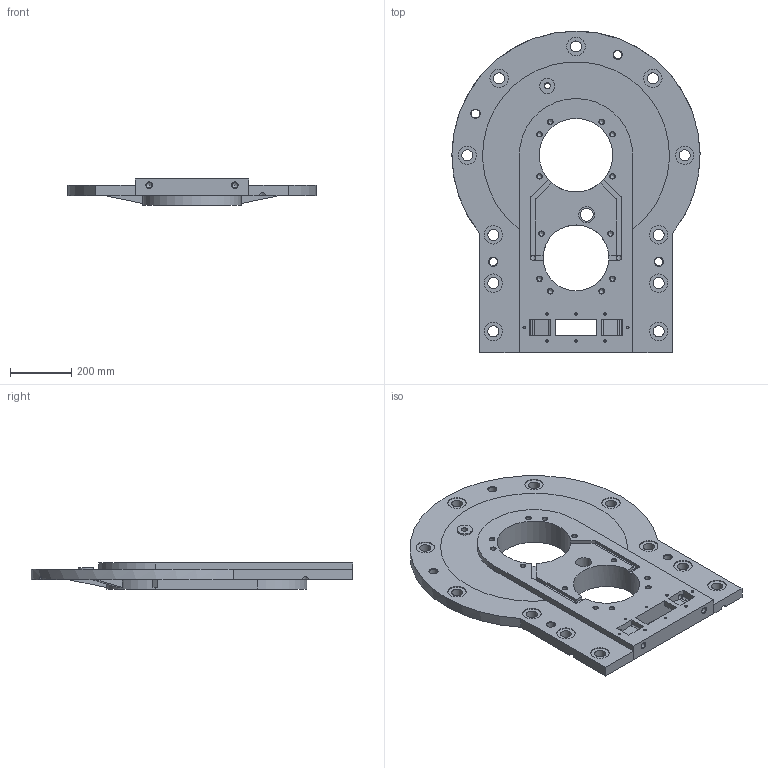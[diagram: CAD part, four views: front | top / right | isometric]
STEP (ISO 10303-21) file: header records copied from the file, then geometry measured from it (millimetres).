
FILE_DESCRIPTION(/* description */ (''),/* implementation_level */ '2;1');
FILE_NAME(/* name */ 'SF05330001_A_上箱体.stp',/* time_stamp */ '2018-04-12T09:24:55+08:00',/* author */ (''),/* organization */ (''),/* preprocessor_version */ 'ST-DEVELOPER v16',/* originating_system */ 'SIEMENS PLM Software NX 10.0',/* authorisation */ '');
FILE_SCHEMA (('CONFIG_CONTROL_DESIGN'));
Length unit declared in the file: millimetre
Products named in the file (6): SF05330001-05_A_顶板焊块; SF05330001-04_A_上筋板; SF05330001-03_A_顶板; SF05330001-02_A_轴承座; SF05330001-01_A_中分面板; SF05330001_A_上箱体
Assembly tree (9 placements, depth 2):
  SF05330001_A_上箱体
    SF05330001-01_A_中分面板
    SF05330001-02_A_轴承座
    SF05330001-03_A_顶板
    SF05330001-04_A_上筋板  x5
    SF05330001-05_A_顶板焊块
Bounding box: 809.93 x 1050 x 85 mm (x, y, z)
Volume: 24878264.2 mm3; surface area: 1950468.3 mm2
Topology: 9 solids, 9 shells, 246 faces, 635 edges, 412 vertices
Faces by surface type: plane 111, cylinder 77, cone 58
Full cylindrical faces by diameter (mm): 6.8 x8, 15.5 x12, 16 x2, 18.26 x2, 19 x1, 26.59 x4, 36 x11, 42 x1, 50 x2, 52 x2, 60 x11, 215 x1, 240 x1
Entity records: 6570 total; most frequent: DIRECTION 1031, CARTESIAN_POINT 1031, ORIENTED_EDGE 782, AXIS2_PLACEMENT_3D 420, EDGE_CURVE 391, EDGE_LOOP 387, VERTEX_POINT 332, FACE_BOUND 331
